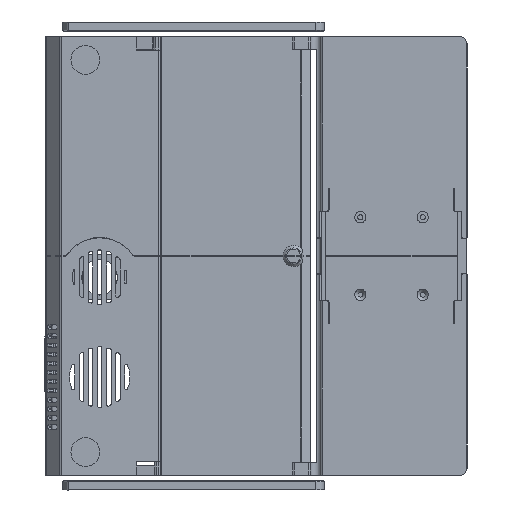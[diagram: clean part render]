
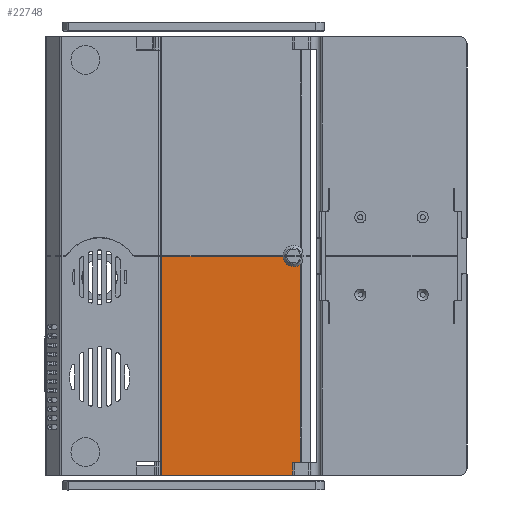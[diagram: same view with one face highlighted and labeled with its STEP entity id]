
A CAD part, front view. The second image highlights one B-rep face of the part: STEP entity #22748.
In plain terms, the highlighted face is planar.
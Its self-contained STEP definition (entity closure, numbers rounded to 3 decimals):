
#1416=CIRCLE('',#24445,7.);
#2612=FACE_OUTER_BOUND('',#3904,.T.);
#3904=EDGE_LOOP('',(#17420,#17421,#17422,#17423,#17424));
#5676=LINE('',#36071,#7830);
#5733=LINE('',#36250,#7887);
#5734=LINE('',#36254,#7888);
#5735=LINE('',#36257,#7889);
#7830=VECTOR('',#28531,10.);
#7887=VECTOR('',#28670,10.);
#7888=VECTOR('',#28675,10.);
#7889=VECTOR('',#28678,10.);
#9944=VERTEX_POINT('',#36068);
#9945=VERTEX_POINT('',#36070);
#10021=VERTEX_POINT('',#36249);
#10022=VERTEX_POINT('',#36253);
#10023=VERTEX_POINT('',#36255);
#12616=EDGE_CURVE('',#9945,#9944,#5676,.T.);
#12704=EDGE_CURVE('',#9945,#10021,#5733,.T.);
#12706=EDGE_CURVE('',#10022,#9944,#5734,.T.);
#12707=EDGE_CURVE('',#10023,#10022,#1416,.T.);
#12708=EDGE_CURVE('',#10021,#10023,#5735,.T.);
#17420=ORIENTED_EDGE('',*,*,#12616,.T.);
#17421=ORIENTED_EDGE('',*,*,#12706,.F.);
#17422=ORIENTED_EDGE('',*,*,#12707,.F.);
#17423=ORIENTED_EDGE('',*,*,#12708,.F.);
#17424=ORIENTED_EDGE('',*,*,#12704,.F.);
#21945=PLANE('',#24444);
#22748=ADVANCED_FACE('',(#2612),#21945,.F.);
#24444=AXIS2_PLACEMENT_3D('',#36252,#28673,#28674);
#24445=AXIS2_PLACEMENT_3D('',#36256,#28676,#28677);
#28531=DIRECTION('',(0.995,0.105,0.));
#28670=DIRECTION('',(0.,0.,1.));
#28673=DIRECTION('center_axis',(-0.105,0.995,0.));
#28674=DIRECTION('ref_axis',(0.,0.,
1.));
#28675=DIRECTION('',(0.,0.,-1.));
#28676=DIRECTION('center_axis',(0.105,-0.995,0.));
#28677=DIRECTION('ref_axis',(-0.995,-0.105,0.));
#28678=DIRECTION('',(0.995,0.105,0.));
#36068=CARTESIAN_POINT('',(-6.695,-14.486,-144.8));
#36070=CARTESIAN_POINT('',(-97.563,-24.037,-144.8));
#36071=CARTESIAN_POINT('',(-81.422,-22.34,-144.8));
#36249=CARTESIAN_POINT('',(-97.563,-24.037,-0.1));
#36250=CARTESIAN_POINT('',(-97.563,-24.037,33.55));
#36252=CARTESIAN_POINT('Origin',(-36.251,-17.593,139.45));
#36253=CARTESIAN_POINT('',(-6.695,-14.486,-5.455));
#36254=CARTESIAN_POINT('',(-6.695,-14.486,-2.575));
#36255=CARTESIAN_POINT('',(-18.039,-15.678,-0.1));
#36256=CARTESIAN_POINT('Origin',(-11.077,-14.947,-0.016));
#36257=CARTESIAN_POINT('',(-1.118,-13.9,-0.1));
